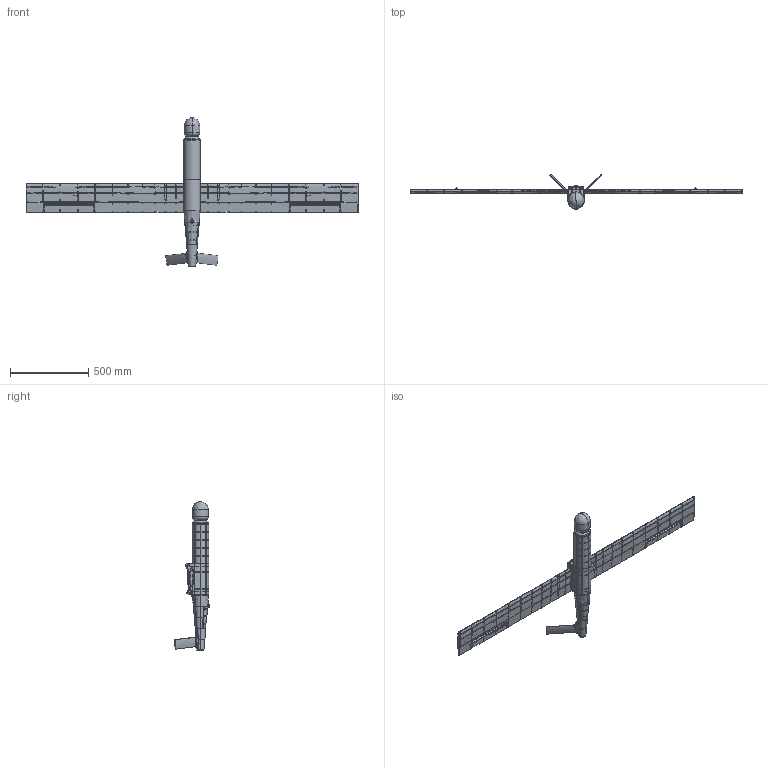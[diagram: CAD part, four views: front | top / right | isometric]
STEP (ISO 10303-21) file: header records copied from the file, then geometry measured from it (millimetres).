
FILE_DESCRIPTION(('FreeCAD Model'),'2;1');
FILE_NAME('Open CASCADE Shape Model','2025-05-07T03:49:05',('FreeCAD'),( 'FreeCAD'),'Open CASCADE STEP processor 7.6','FreeCAD','Unknown');
FILE_SCHEMA(('AUTOMOTIVE_DESIGN { 1 0 10303 214 1 1 1 1 }'));
Products named in the file (1): Open CASCADE STEP translator 7.6 1
Bounding box: 2124.21 x 222.77 x 951.25 mm (x, y, z)
Volume: 4444400.3 mm3; surface area: 3549299.3 mm2
Topology: 148 solids, 163 shells, 5218 faces, 14248 edges, 9376 vertices
Faces by surface type: bspline 5218
Entity records: 309501 total; most frequent: CARTESIAN_POINT 224907, ORIENTED_EDGE 28396, EDGE_CURVE 14218, B_SPLINE_CURVE_WITH_KNOTS 11922, VERTEX_POINT 9376, FACE_BOUND 5807, EDGE_LOOP 5807, ADVANCED_FACE 5218
